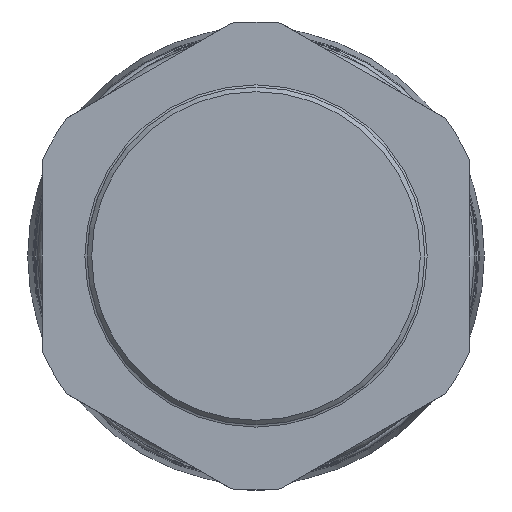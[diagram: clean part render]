
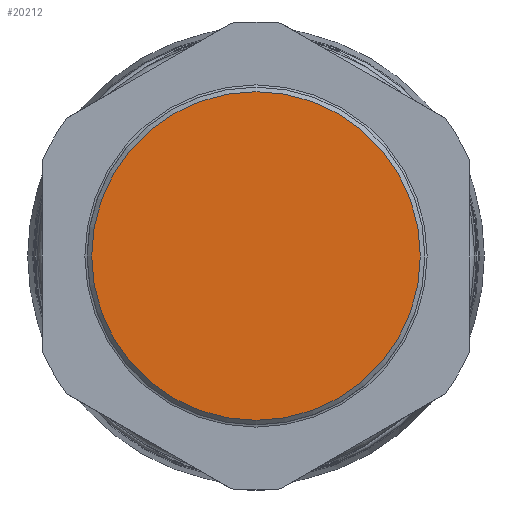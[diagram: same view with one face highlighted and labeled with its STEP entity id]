
A CAD part, left-side view. The second image highlights one B-rep face of the part: STEP entity #20212.
In plain terms, the highlighted planar face has unit normal (-1, 0, 0).
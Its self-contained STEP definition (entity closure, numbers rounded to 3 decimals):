
#1537=CIRCLE('',#21703,36.5);
#2862=FACE_OUTER_BOUND('',#4090,.T.);
#4090=EDGE_LOOP('',(#15374));
#8395=VERTEX_POINT('',#36816);
#10897=EDGE_CURVE('',#8395,#8395,#1537,.T.);
#15374=ORIENTED_EDGE('',*,*,#10897,.F.);
#18353=PLANE('',#21702);
#20212=ADVANCED_FACE('',(#2862),#18353,.T.);
#21702=AXIS2_PLACEMENT_3D('',#36815,#25334,#25335);
#21703=AXIS2_PLACEMENT_3D('',#36817,#25336,#25337);
#25334=DIRECTION('center_axis',(-1.,0.,0.));
#25335=DIRECTION('ref_axis',(0.,0.,-1.));
#25336=DIRECTION('center_axis',(1.,0.,0.));
#25337=DIRECTION('ref_axis',(0.,0.,1.));
#36815=CARTESIAN_POINT('Origin',(-78.567,-36.5,0.));
#36816=CARTESIAN_POINT('',(-78.567,-36.5,0.));
#36817=CARTESIAN_POINT('Origin',(-78.567,0.,0.));
